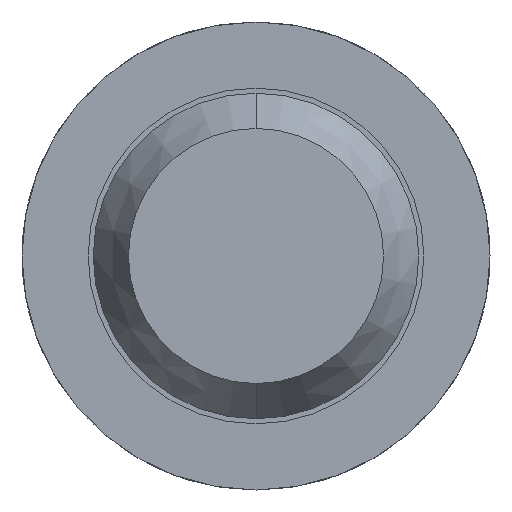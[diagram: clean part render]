
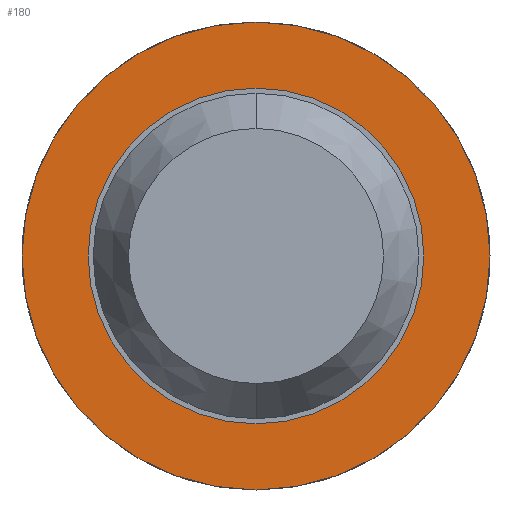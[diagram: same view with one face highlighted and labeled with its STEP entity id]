
A CAD part, front view. The second image highlights one B-rep face of the part: STEP entity #180.
In plain terms, the highlighted planar face has unit normal (0, -1, 0).
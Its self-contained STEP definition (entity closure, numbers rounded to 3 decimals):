
#24 = ORIENTED_EDGE ( 'NONE', *, *, #95, .T. ) ;
#85 = CIRCLE ( 'NONE', #3209, 1.15 ) ;
#94 = DIRECTION ( 'NONE',  ( 0., 1., 0. ) ) ;
#95 = EDGE_CURVE ( 'Defeature ausgef�hrt1_13+Defeature ausgef�hrt1_12+Defeature ausgef�hrt1_12+Defeature ausgef�hrt1_12', #1329, #1987, #1415, .T. ) ;
#176 = DIRECTION ( 'NONE',  ( 0., 0., 1. ) ) ;
#180 = ADVANCED_FACE ( 'Defeature ausgef�hrt1_13', ( #3963, #768 ), #2660, .F. ) ;
#272 = EDGE_LOOP ( 'NONE', ( #2539, #3098 ) ) ;
#729 = CARTESIAN_POINT ( 'NONE',  ( 0., -1.7, 1.15 ) ) ;
#768 = FACE_BOUND ( 'NONE', #1379, .T. ) ;
#817 = CARTESIAN_POINT ( 'NONE',  ( 0., -1.7, 0. ) ) ;
#844 = EDGE_CURVE ( 'Defeature ausgef�hrt1_6+Defeature ausgef�hrt1_13+Defeature ausgef�hrt1_13+Defeature ausgef�hrt1_13', #2774, #2951, #3140, .T. ) ;
#925 = CARTESIAN_POINT ( 'NONE',  ( 0., -1.7, -1.15 ) ) ;
#1014 = CARTESIAN_POINT ( 'NONE',  ( 0., -1.7, 0. ) ) ;
#1148 = CARTESIAN_POINT ( 'NONE',  ( 0.825, -1.7, 0. ) ) ;
#1283 = AXIS2_PLACEMENT_3D ( 'NONE', #1148, #2344, #3915 ) ;
#1329 = VERTEX_POINT ( 'NONE', #4089 ) ;
#1348 = CARTESIAN_POINT ( 'NONE',  ( 0., -1.7, 0. ) ) ;
#1379 = EDGE_LOOP ( 'NONE', ( #1605, #24 ) ) ;
#1415 = CIRCLE ( 'NONE', #1820, 0.825 ) ;
#1605 = ORIENTED_EDGE ( 'NONE', *, *, #3470, .T. ) ;
#1793 = CARTESIAN_POINT ( 'NONE',  ( 0., -1.7, 0.825 ) ) ;
#1820 = AXIS2_PLACEMENT_3D ( 'NONE', #1348, #1919, #2618 ) ;
#1919 = DIRECTION ( 'NONE',  ( 0., 1., 0. ) ) ;
#1987 = VERTEX_POINT ( 'NONE', #1793 ) ;
#2026 = CIRCLE ( 'NONE', #3278, 0.825 ) ;
#2098 = DIRECTION ( 'NONE',  ( 0., 1., 0. ) ) ;
#2115 = CARTESIAN_POINT ( 'NONE',  ( 0., -1.7, 0. ) ) ;
#2344 = DIRECTION ( 'NONE',  ( 0., 1., 0. ) ) ;
#2418 = AXIS2_PLACEMENT_3D ( 'NONE', #2115, #2098, #3692 ) ;
#2539 = ORIENTED_EDGE ( 'NONE', *, *, #2989, .F. ) ;
#2618 = DIRECTION ( 'NONE',  ( 0., 0., 1. ) ) ;
#2660 = PLANE ( 'NONE',  #1283 ) ;
#2774 = VERTEX_POINT ( 'NONE', #925 ) ;
#2951 = VERTEX_POINT ( 'NONE', #729 ) ;
#2989 = EDGE_CURVE ( 'Defeature ausgef�hrt1_6+Defeature ausgef�hrt1_13+Defeature ausgef�hrt1_13+Defeature ausgef�hrt1_13', #2951, #2774, #85, .T. ) ;
#3098 = ORIENTED_EDGE ( 'NONE', *, *, #844, .F. ) ;
#3140 = CIRCLE ( 'NONE', #2418, 1.15 ) ;
#3209 = AXIS2_PLACEMENT_3D ( 'NONE', #817, #3926, #176 ) ;
#3278 = AXIS2_PLACEMENT_3D ( 'NONE', #1014, #94, #3876 ) ;
#3470 = EDGE_CURVE ( 'Defeature ausgef�hrt1_13+Defeature ausgef�hrt1_12+Defeature ausgef�hrt1_12+Defeature ausgef�hrt1_12', #1987, #1329, #2026, .T. ) ;
#3692 = DIRECTION ( 'NONE',  ( 0., 0., 1. ) ) ;
#3876 = DIRECTION ( 'NONE',  ( 0., 0., 1. ) ) ;
#3915 = DIRECTION ( 'NONE',  ( 0., 0., 1. ) ) ;
#3926 = DIRECTION ( 'NONE',  ( 0., 1., 0. ) ) ;
#3963 = FACE_OUTER_BOUND ( 'NONE', #272, .T. ) ;
#4089 = CARTESIAN_POINT ( 'NONE',  ( 0., -1.7, -0.825 ) ) ;
